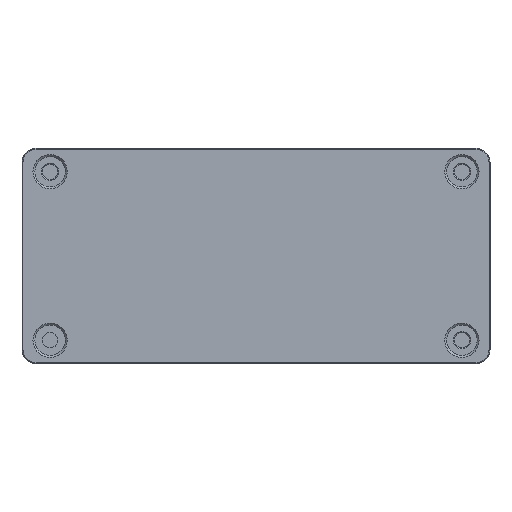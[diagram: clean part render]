
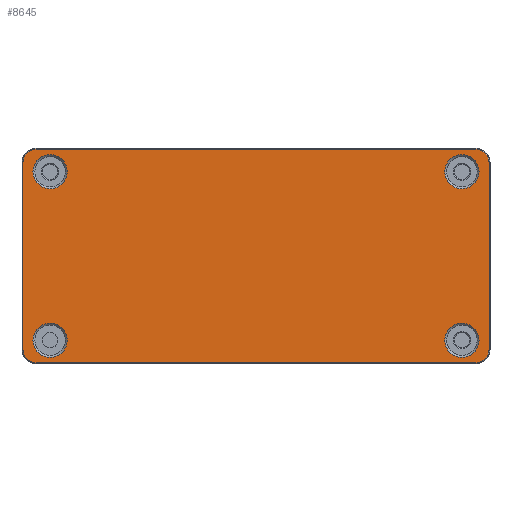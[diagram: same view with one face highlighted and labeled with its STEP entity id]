
A CAD part, front view. The second image highlights one B-rep face of the part: STEP entity #8645.
In plain terms, the highlighted planar face has unit normal (0, -1, 0).
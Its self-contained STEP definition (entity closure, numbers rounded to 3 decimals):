
#131=FACE_BOUND('',#1844,.T.);
#132=FACE_BOUND('',#1845,.T.);
#133=FACE_BOUND('',#1846,.T.);
#134=FACE_BOUND('',#1847,.T.);
#607=CIRCLE('',#9546,2.8);
#609=CIRCLE('',#9550,2.8);
#611=CIRCLE('',#9554,2.8);
#613=CIRCLE('',#9558,2.8);
#617=CIRCLE('',#9567,3.65);
#618=CIRCLE('',#9568,3.65);
#619=CIRCLE('',#9569,3.65);
#620=CIRCLE('',#9570,3.65);
#1240=FACE_OUTER_BOUND('',#1843,.T.);
#1843=EDGE_LOOP('',(#7627,#7628,#7629,#7630,#7631,#7632,#7633,#7634));
#1844=EDGE_LOOP('',(#7635));
#1845=EDGE_LOOP('',(#7636));
#1846=EDGE_LOOP('',(#7637));
#1847=EDGE_LOOP('',(#7638));
#2614=LINE('',#14590,#3424);
#2619=LINE('',#14604,#3429);
#2623=LINE('',#14616,#3433);
#2627=LINE('',#14628,#3437);
#3424=VECTOR('',#11977,10.);
#3429=VECTOR('',#11990,10.);
#3433=VECTOR('',#12002,10.);
#3437=VECTOR('',#12014,10.);
#4188=VERTEX_POINT('',#14587);
#4189=VERTEX_POINT('',#14589);
#4192=VERTEX_POINT('',#14596);
#4194=VERTEX_POINT('',#14602);
#4196=VERTEX_POINT('',#14608);
#4198=VERTEX_POINT('',#14614);
#4200=VERTEX_POINT('',#14620);
#4202=VERTEX_POINT('',#14626);
#4208=VERTEX_POINT('',#14652);
#4209=VERTEX_POINT('',#14654);
#4210=VERTEX_POINT('',#14656);
#4211=VERTEX_POINT('',#14658);
#5331=EDGE_CURVE('',#4188,#4189,#2614,.T.);
#5335=EDGE_CURVE('',#4192,#4188,#607,.T.);
#5338=EDGE_CURVE('',#4194,#4192,#2619,.T.);
#5341=EDGE_CURVE('',#4196,#4194,#609,.T.);
#5344=EDGE_CURVE('',#4198,#4196,#2623,.T.);
#5347=EDGE_CURVE('',#4200,#4198,#611,.T.);
#5350=EDGE_CURVE('',#4202,#4200,#2627,.T.);
#5352=EDGE_CURVE('',#4189,#4202,#613,.T.);
#5363=EDGE_CURVE('',#4208,#4208,#617,.T.);
#5364=EDGE_CURVE('',#4209,#4209,#618,.T.);
#5365=EDGE_CURVE('',#4210,#4210,#619,.T.);
#5366=EDGE_CURVE('',#4211,#4211,#620,.T.);
#7627=ORIENTED_EDGE('',*,*,#5331,.F.);
#7628=ORIENTED_EDGE('',*,*,#5335,.F.);
#7629=ORIENTED_EDGE('',*,*,#5338,.F.);
#7630=ORIENTED_EDGE('',*,*,#5341,.F.);
#7631=ORIENTED_EDGE('',*,*,#5344,.F.);
#7632=ORIENTED_EDGE('',*,*,#5347,.F.);
#7633=ORIENTED_EDGE('',*,*,#5350,.F.);
#7634=ORIENTED_EDGE('',*,*,#5352,.F.);
#7635=ORIENTED_EDGE('',*,*,#5363,.F.);
#7636=ORIENTED_EDGE('',*,*,#5364,.F.);
#7637=ORIENTED_EDGE('',*,*,#5365,.F.);
#7638=ORIENTED_EDGE('',*,*,#5366,.F.);
#8162=PLANE('',#9566);
#8645=ADVANCED_FACE('',(#1240,#131,#132,#133,#134),#8162,.T.);
#9546=AXIS2_PLACEMENT_3D('',#14598,#11983,#11984);
#9550=AXIS2_PLACEMENT_3D('',#14610,#11995,#11996);
#9554=AXIS2_PLACEMENT_3D('',#14622,#12007,#12008);
#9558=AXIS2_PLACEMENT_3D('',#14631,#12018,#12019);
#9566=AXIS2_PLACEMENT_3D('',#14651,#12041,#12042);
#9567=AXIS2_PLACEMENT_3D('',#14653,#12043,#12044);
#9568=AXIS2_PLACEMENT_3D('',#14655,#12045,#12046);
#9569=AXIS2_PLACEMENT_3D('',#14657,#12047,#12048);
#9570=AXIS2_PLACEMENT_3D('',#14659,#12049,#12050);
#11977=DIRECTION('',(0.,0.,1.));
#11983=DIRECTION('center_axis',(0.,1.,0.));
#11984=DIRECTION('ref_axis',(-1.,0.,0.));
#11990=DIRECTION('',(-1.,0.,0.));
#11995=DIRECTION('center_axis',(0.,1.,0.));
#11996=DIRECTION('ref_axis',(0.,0.,-1.));
#12002=DIRECTION('',(0.,0.,-1.));
#12007=DIRECTION('center_axis',(0.,1.,0.));
#12008=DIRECTION('ref_axis',(1.,0.,0.));
#12014=DIRECTION('',(1.,0.,0.));
#12018=DIRECTION('center_axis',(0.,1.,0.));
#12019=DIRECTION('ref_axis',(0.,0.,1.));
#12041=DIRECTION('center_axis',(0.,-1.,0.));
#12042=DIRECTION('ref_axis',(1.,0.,0.));
#12043=DIRECTION('center_axis',(0.,-1.,0.));
#12044=DIRECTION('ref_axis',(1.,0.,0.));
#12045=DIRECTION('center_axis',(0.,-1.,0.));
#12046=DIRECTION('ref_axis',(1.,0.,0.));
#12047=DIRECTION('center_axis',(0.,-1.,0.));
#12048=DIRECTION('ref_axis',(1.,0.,0.));
#12049=DIRECTION('center_axis',(0.,-1.,0.));
#12050=DIRECTION('ref_axis',(1.,0.,0.));
#14587=CARTESIAN_POINT('',(0.2,-23.5,-43.));
#14589=CARTESIAN_POINT('',(0.2,-23.5,-3.));
#14590=CARTESIAN_POINT('',(0.2,-23.5,-13.));
#14596=CARTESIAN_POINT('',(3.,-23.5,-45.8));
#14598=CARTESIAN_POINT('Origin',(3.,-23.5,-43.));
#14602=CARTESIAN_POINT('',(97.,-23.5,-45.8));
#14604=CARTESIAN_POINT('',(26.5,-23.5,-45.8));
#14608=CARTESIAN_POINT('',(99.8,-23.5,-43.));
#14610=CARTESIAN_POINT('Origin',(97.,-23.5,-43.));
#14614=CARTESIAN_POINT('',(99.8,-23.5,-3.));
#14616=CARTESIAN_POINT('',(99.8,-23.5,-33.));
#14620=CARTESIAN_POINT('',(97.,-23.5,-0.2));
#14622=CARTESIAN_POINT('Origin',(97.,-23.5,-3.));
#14626=CARTESIAN_POINT('',(3.,-23.5,-0.2));
#14628=CARTESIAN_POINT('',(73.5,-23.5,-0.2));
#14631=CARTESIAN_POINT('Origin',(3.,-23.5,-3.));
#14651=CARTESIAN_POINT('Origin',(50.,-23.5,-23.));
#14652=CARTESIAN_POINT('',(90.35,-23.5,-5.));
#14653=CARTESIAN_POINT('Origin',(94.,-23.5,-5.));
#14654=CARTESIAN_POINT('',(2.35,-23.5,-41.));
#14655=CARTESIAN_POINT('Origin',(6.,-23.5,-41.));
#14656=CARTESIAN_POINT('',(2.35,-23.5,-5.));
#14657=CARTESIAN_POINT('Origin',(6.,-23.5,-5.));
#14658=CARTESIAN_POINT('',(90.35,-23.5,-41.));
#14659=CARTESIAN_POINT('Origin',(94.,-23.5,-41.));
